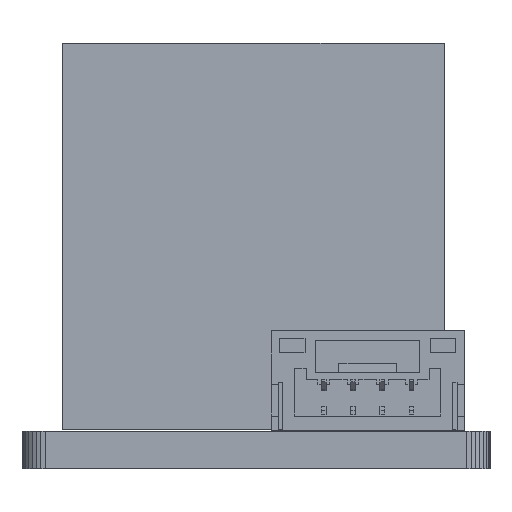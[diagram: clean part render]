
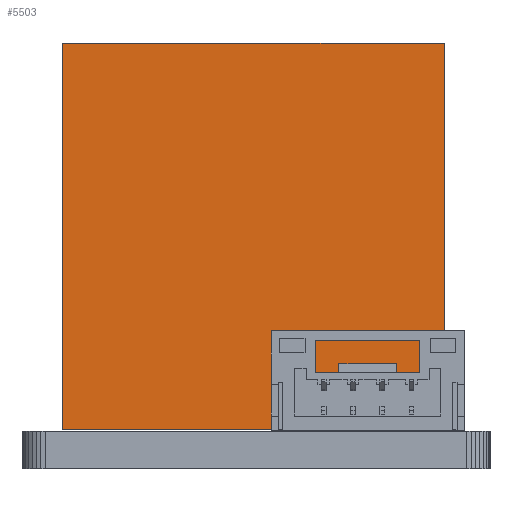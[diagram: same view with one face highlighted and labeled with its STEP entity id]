
A CAD part, front view. The second image highlights one B-rep face of the part: STEP entity #5503.
In plain terms, the highlighted planar face has unit normal (0, -1, 0).
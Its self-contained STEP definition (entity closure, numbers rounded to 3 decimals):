
#5314 = VERTEX_POINT('',#5315);
#5315 = CARTESIAN_POINT('',(1.85,15.35,1.57));
#5322 = PLANE('',#5323);
#5323 = AXIS2_PLACEMENT_3D('',#5324,#5325,#5326);
#5324 = CARTESIAN_POINT('',(1.85,32.3,20.27));
#5325 = DIRECTION('',(-1.,0.,0.));
#5326 = DIRECTION('',(0.,0.,1.));
#5334 = PLANE('',#5335);
#5335 = AXIS2_PLACEMENT_3D('',#5336,#5337,#5338);
#5336 = CARTESIAN_POINT('',(19.6,13.7,1.57));
#5337 = DIRECTION('',(0.,0.,1.));
#5338 = DIRECTION('',(-1.,0.,0.));
#5346 = EDGE_CURVE('',#5314,#5347,#5349,.T.);
#5347 = VERTEX_POINT('',#5348);
#5348 = CARTESIAN_POINT('',(1.85,15.35,18.07));
#5349 = SURFACE_CURVE('',#5350,(#5354,#5361),.PCURVE_S1.);
#5350 = LINE('',#5351,#5352);
#5351 = CARTESIAN_POINT('',(1.85,15.35,-2.73));
#5352 = VECTOR('',#5353,1.);
#5353 = DIRECTION('',(0.,0.,1.));
#5354 = PCURVE('',#5322,#5355);
#5355 = DEFINITIONAL_REPRESENTATION('',(#5356),#5360);
#5356 = LINE('',#5357,#5358);
#5357 = CARTESIAN_POINT('',(-23.,-16.95));
#5358 = VECTOR('',#5359,1.);
#5359 = DIRECTION('',(1.,0.));
#5360 = ( GEOMETRIC_REPRESENTATION_CONTEXT(2) 
PARAMETRIC_REPRESENTATION_CONTEXT() REPRESENTATION_CONTEXT('2D SPACE',''
  ) );
#5361 = PCURVE('',#5362,#5367);
#5362 = PLANE('',#5363);
#5363 = AXIS2_PLACEMENT_3D('',#5364,#5365,#5366);
#5364 = CARTESIAN_POINT('',(19.6,15.35,20.27));
#5365 = DIRECTION('',(0.,-1.,0.));
#5366 = DIRECTION('',(0.,0.,-1.));
#5367 = DEFINITIONAL_REPRESENTATION('',(#5368),#5372);
#5368 = LINE('',#5369,#5370);
#5369 = CARTESIAN_POINT('',(23.,-17.75));
#5370 = VECTOR('',#5371,1.);
#5371 = DIRECTION('',(-1.,0.));
#5372 = ( GEOMETRIC_REPRESENTATION_CONTEXT(2) 
PARAMETRIC_REPRESENTATION_CONTEXT() REPRESENTATION_CONTEXT('2D SPACE',''
  ) );
#5390 = PLANE('',#5391);
#5391 = AXIS2_PLACEMENT_3D('',#5392,#5393,#5394);
#5392 = CARTESIAN_POINT('',(19.6,32.3,18.07));
#5393 = DIRECTION('',(0.,0.,1.));
#5394 = DIRECTION('',(1.,0.,0.));
#5432 = VERTEX_POINT('',#5433);
#5433 = CARTESIAN_POINT('',(18.15,15.35,1.57));
#5449 = PLANE('',#5450);
#5450 = AXIS2_PLACEMENT_3D('',#5451,#5452,#5453);
#5451 = CARTESIAN_POINT('',(18.15,32.3,-4.93));
#5452 = DIRECTION('',(1.,0.,0.));
#5453 = DIRECTION('',(0.,-1.,0.));
#5483 = EDGE_CURVE('',#5314,#5432,#5484,.T.);
#5484 = SURFACE_CURVE('',#5485,(#5489,#5496),.PCURVE_S1.);
#5485 = LINE('',#5486,#5487);
#5486 = CARTESIAN_POINT('',(19.6,15.35,1.57));
#5487 = VECTOR('',#5488,1.);
#5488 = DIRECTION('',(1.,0.,0.));
#5489 = PCURVE('',#5334,#5490);
#5490 = DEFINITIONAL_REPRESENTATION('',(#5491),#5495);
#5491 = LINE('',#5492,#5493);
#5492 = CARTESIAN_POINT('',(0.,-1.65));
#5493 = VECTOR('',#5494,1.);
#5494 = DIRECTION('',(-1.,0.));
#5495 = ( GEOMETRIC_REPRESENTATION_CONTEXT(2) 
PARAMETRIC_REPRESENTATION_CONTEXT() REPRESENTATION_CONTEXT('2D SPACE',''
  ) );
#5496 = PCURVE('',#5362,#5497);
#5497 = DEFINITIONAL_REPRESENTATION('',(#5498),#5502);
#5498 = LINE('',#5499,#5500);
#5499 = CARTESIAN_POINT('',(18.7,0.));
#5500 = VECTOR('',#5501,1.);
#5501 = DIRECTION('',(0.,1.));
#5502 = ( GEOMETRIC_REPRESENTATION_CONTEXT(2) 
PARAMETRIC_REPRESENTATION_CONTEXT() REPRESENTATION_CONTEXT('2D SPACE',''
  ) );
#5503 = ADVANCED_FACE('',(#5504),#5362,.T.);
#5504 = FACE_BOUND('',#5505,.T.);
#5505 = EDGE_LOOP('',(#5506,#5507,#5530,#5551));
#5506 = ORIENTED_EDGE('',*,*,#5483,.T.);
#5507 = ORIENTED_EDGE('',*,*,#5508,.T.);
#5508 = EDGE_CURVE('',#5432,#5509,#5511,.T.);
#5509 = VERTEX_POINT('',#5510);
#5510 = CARTESIAN_POINT('',(18.15,15.35,18.07));
#5511 = SURFACE_CURVE('',#5512,(#5516,#5523),.PCURVE_S1.);
#5512 = LINE('',#5513,#5514);
#5513 = CARTESIAN_POINT('',(18.15,15.35,-2.73));
#5514 = VECTOR('',#5515,1.);
#5515 = DIRECTION('',(0.,0.,1.));
#5516 = PCURVE('',#5362,#5517);
#5517 = DEFINITIONAL_REPRESENTATION('',(#5518),#5522);
#5518 = LINE('',#5519,#5520);
#5519 = CARTESIAN_POINT('',(23.,-1.45));
#5520 = VECTOR('',#5521,1.);
#5521 = DIRECTION('',(-1.,0.));
#5522 = ( GEOMETRIC_REPRESENTATION_CONTEXT(2) 
PARAMETRIC_REPRESENTATION_CONTEXT() REPRESENTATION_CONTEXT('2D SPACE',''
  ) );
#5523 = PCURVE('',#5449,#5524);
#5524 = DEFINITIONAL_REPRESENTATION('',(#5525),#5529);
#5525 = LINE('',#5526,#5527);
#5526 = CARTESIAN_POINT('',(16.95,-2.2));
#5527 = VECTOR('',#5528,1.);
#5528 = DIRECTION('',(0.,-1.));
#5529 = ( GEOMETRIC_REPRESENTATION_CONTEXT(2) 
PARAMETRIC_REPRESENTATION_CONTEXT() REPRESENTATION_CONTEXT('2D SPACE',''
  ) );
#5530 = ORIENTED_EDGE('',*,*,#5531,.T.);
#5531 = EDGE_CURVE('',#5509,#5347,#5532,.T.);
#5532 = SURFACE_CURVE('',#5533,(#5537,#5544),.PCURVE_S1.);
#5533 = LINE('',#5534,#5535);
#5534 = CARTESIAN_POINT('',(18.15,15.35,18.07));
#5535 = VECTOR('',#5536,1.);
#5536 = DIRECTION('',(-1.,0.,0.));
#5537 = PCURVE('',#5362,#5538);
#5538 = DEFINITIONAL_REPRESENTATION('',(#5539),#5543);
#5539 = LINE('',#5540,#5541);
#5540 = CARTESIAN_POINT('',(2.2,-1.45));
#5541 = VECTOR('',#5542,1.);
#5542 = DIRECTION('',(0.,-1.));
#5543 = ( GEOMETRIC_REPRESENTATION_CONTEXT(2) 
PARAMETRIC_REPRESENTATION_CONTEXT() REPRESENTATION_CONTEXT('2D SPACE',''
  ) );
#5544 = PCURVE('',#5390,#5545);
#5545 = DEFINITIONAL_REPRESENTATION('',(#5546),#5550);
#5546 = LINE('',#5547,#5548);
#5547 = CARTESIAN_POINT('',(-1.45,-16.95));
#5548 = VECTOR('',#5549,1.);
#5549 = DIRECTION('',(-1.,0.));
#5550 = ( GEOMETRIC_REPRESENTATION_CONTEXT(2) 
PARAMETRIC_REPRESENTATION_CONTEXT() REPRESENTATION_CONTEXT('2D SPACE',''
  ) );
#5551 = ORIENTED_EDGE('',*,*,#5346,.F.);
